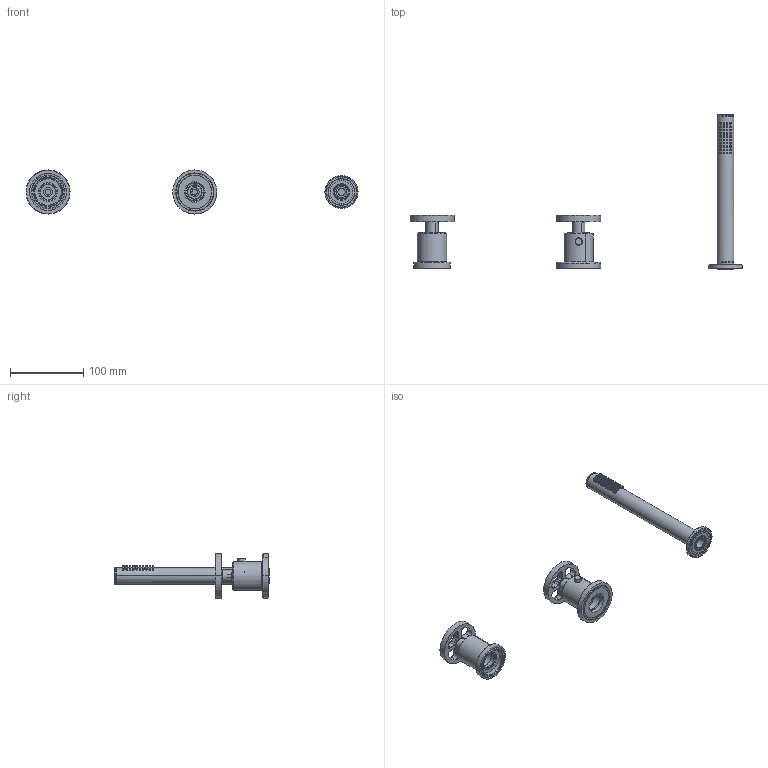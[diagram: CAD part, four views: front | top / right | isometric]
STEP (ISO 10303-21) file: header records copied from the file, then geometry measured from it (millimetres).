
FILE_DESCRIPTION(('CATIA V5 STEP Exchange','CAx-IF Rec.Pracs.--- Model Styling and Organization---1.5--- 2016-08-15','CAx-IF Rec.Pracs.---Supplemental Geometry---1.0---2011-11-01','CAx-IF Rec.Pracs.--- Composite Materials ---3.4---2017-06-13','CAx-IF Rec.Pracs.---Tessellated 3D Geometry---1.0---2015-12-17'),'2;1');
FILE_NAME('MNT79010.stp','2022-09-17T09:25:47+00:00',('none'),('none'),'CATIA Version 5-6 Release 2020 SP2','CATIA V5 STEP AP242 v2','none');
FILE_SCHEMA(('AP242_MANAGED_MODEL_BASED_3D_ENGINEERING_MIM_LF {1 0 10303 442 1 1 4}'));
Length unit declared in the file: millimetre
Products named in the file (1): MNT79010
Bounding box: 452.5 x 211 x 60.01 mm (x, y, z)
Volume: 200027.7 mm3; surface area: 98789 mm2
Topology: 24 solids, 28 shells, 2114 faces, 5260 edges, 3306 vertices
Faces by surface type: plane 564, cylinder 540, torus 420, extrusion 292, cone 274, bspline 20, sphere 4
Entity records: 69849 total; most frequent: CARTESIAN_POINT 22530, ORIENTED_EDGE 10504, DIRECTION 7787, EDGE_CURVE 5260, AXIS2_PLACEMENT_3D 3778, VERTEX_POINT 3306, VECTOR 2286, EDGE_LOOP 2284
